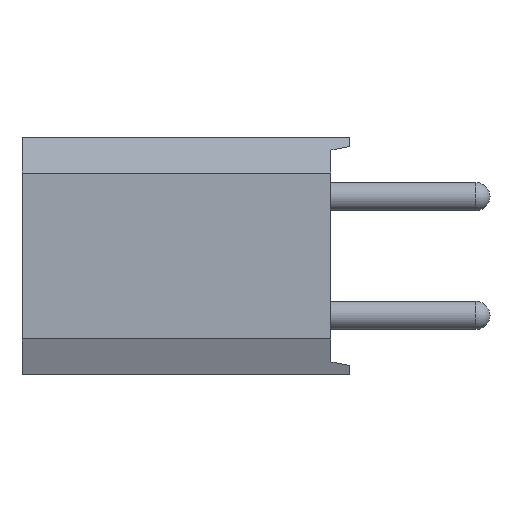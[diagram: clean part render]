
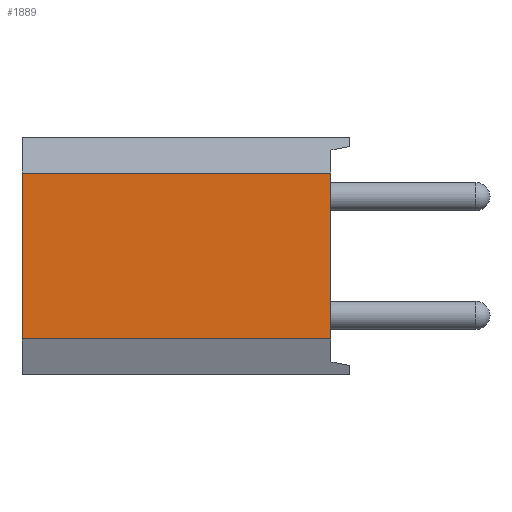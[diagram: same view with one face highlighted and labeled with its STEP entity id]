
A CAD part, left-side view. The second image highlights one B-rep face of the part: STEP entity #1889.
In plain terms, the highlighted planar face has unit normal (-1, 0, 0).
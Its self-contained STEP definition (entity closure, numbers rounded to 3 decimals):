
#151=FACE_OUTER_BOUND('',#275,.T.);
#275=EDGE_LOOP('',(#1373,#1374,#1375,#1376));
#385=LINE('',#2744,#595);
#462=LINE('',#2922,#672);
#465=LINE('',#2928,#675);
#466=LINE('',#2929,#676);
#595=VECTOR('',#2186,3.545);
#672=VECTOR('',#2317,6.6);
#675=VECTOR('',#2322,3.545);
#676=VECTOR('',#2323,6.6);
#805=VERTEX_POINT('',#2741);
#806=VERTEX_POINT('',#2743);
#880=VERTEX_POINT('',#2921);
#882=VERTEX_POINT('',#2927);
#989=EDGE_CURVE('',#805,#806,#385,.T.);
#1078=EDGE_CURVE('',#880,#805,#462,.T.);
#1081=EDGE_CURVE('',#882,#880,#465,.T.);
#1082=EDGE_CURVE('',#882,#806,#466,.T.);
#1373=ORIENTED_EDGE('',*,*,#1081,.F.);
#1374=ORIENTED_EDGE('',*,*,#1082,.T.);
#1375=ORIENTED_EDGE('',*,*,#989,.F.);
#1376=ORIENTED_EDGE('',*,*,#1078,.F.);
#1813=PLANE('',#2036);
#1889=ADVANCED_FACE('',(#151),#1813,.F.);
#2036=AXIS2_PLACEMENT_3D('',#2926,#2320,#2321);
#2186=DIRECTION('',(0.,0.,-1.));
#2317=DIRECTION('',(0.,-1.,0.));
#2320=DIRECTION('center_axis',(1.,0.,0.));
#2321=DIRECTION('ref_axis',(0.,0.,-1.));
#2322=DIRECTION('',(0.,0.,1.));
#2323=DIRECTION('',(0.,-1.,0.));
#2741=CARTESIAN_POINT('',(8.89,-3.1,1.773));
#2743=CARTESIAN_POINT('',(8.89,-3.1,-1.773));
#2744=CARTESIAN_POINT('',(8.89,-3.1,1.773));
#2921=CARTESIAN_POINT('',(8.89,3.5,1.773));
#2922=CARTESIAN_POINT('',(8.89,3.5,1.773));
#2926=CARTESIAN_POINT('Origin',(8.89,3.5,4.614));
#2927=CARTESIAN_POINT('',(8.89,3.5,-1.773));
#2928=CARTESIAN_POINT('',(8.89,3.5,-1.773));
#2929=CARTESIAN_POINT('',(8.89,3.5,-1.773));
